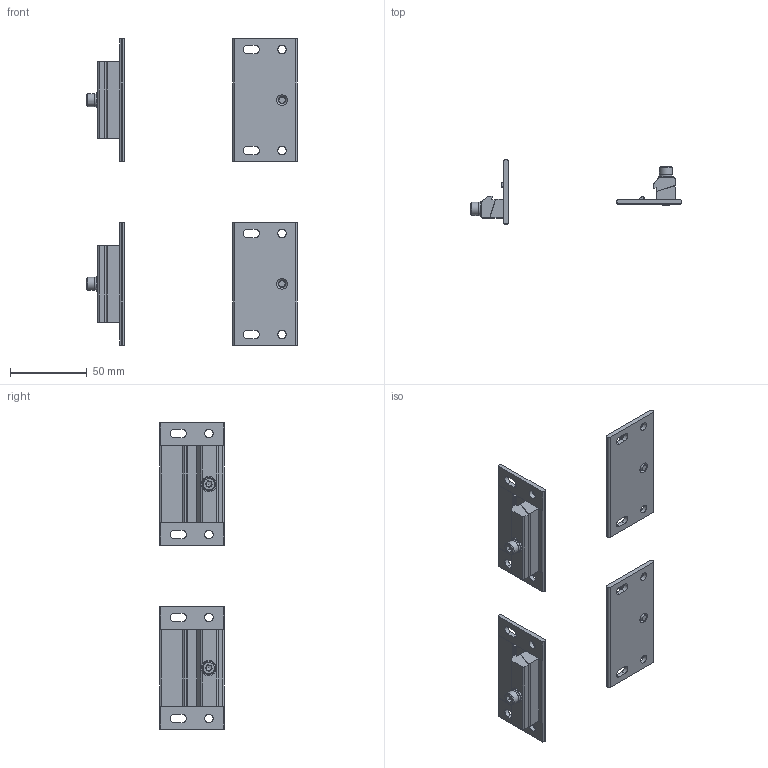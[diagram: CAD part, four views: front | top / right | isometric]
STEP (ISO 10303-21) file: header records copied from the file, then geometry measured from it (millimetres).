
FILE_DESCRIPTION (( 'STEP AP214' ), '1' );
FILE_NAME ('FLG-BRKT-01.STEP', '2024-10-30T19:28:37', ( '' ), ( '' ), 'SwSTEP 2.0', 'SolidWorks 2023', '' );
FILE_SCHEMA (( 'AUTOMOTIVE_DESIGN' ));
Length unit declared in the file: inch
Products named in the file (1): FLG-BRKT-01
Bounding box: 137.48 x 42 x 200 mm (x, y, z)
Volume: 75293.5 mm3; surface area: 46877.3 mm2
Topology: 24 solids, 24 shells, 364 faces, 928 edges, 616 vertices
Faces by surface type: plane 204, cylinder 132, cone 20, bspline 8
Full cylindrical faces by diameter (mm): 3.7 x12, 4.019 x4, 5 x8, 5.5 x8, 8.5 x8, 10 x4
Entity records: 11880 total; most frequent: CARTESIAN_POINT 2869, DIRECTION 1806, ORIENTED_EDGE 1704, EDGE_CURVE 852, AXIS2_PLACEMENT_3D 645, VERTEX_POINT 596, VECTOR 516, LINE 516
